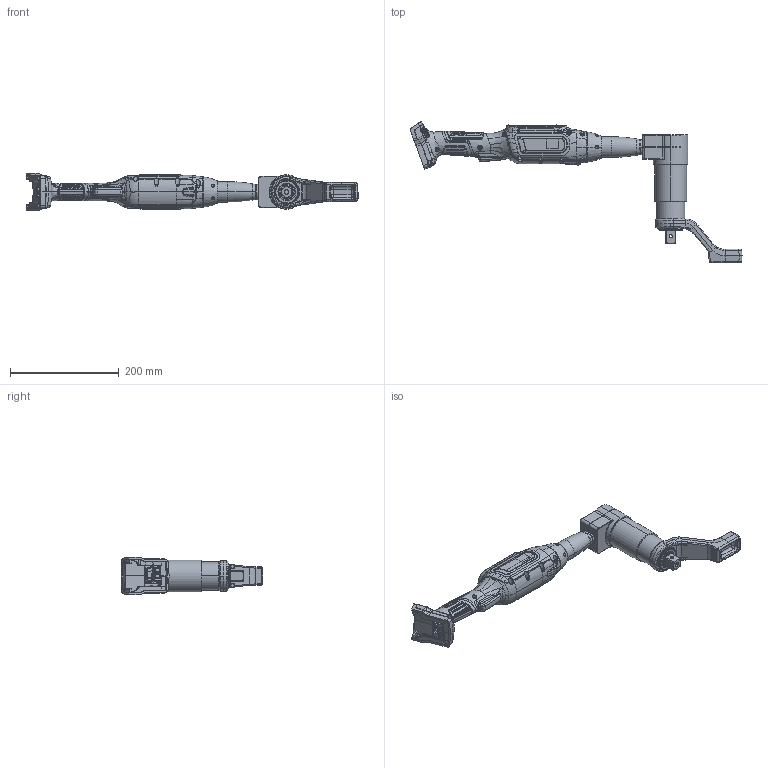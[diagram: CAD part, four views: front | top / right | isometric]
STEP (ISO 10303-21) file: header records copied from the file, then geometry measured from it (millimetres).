
FILE_DESCRIPTION (( 'STEP AP214' ), '1' );
FILE_NAME ('CLECO - CELLCORE HT RIGHT ANGLE - #CCBAWN1000NB6.STEP', '2020-10-29T17:07:48', ( 'W7Admin' ), ( 'Apex Tool Group, LLC' ), 'SwSTEP 2.0', 'SolidWorks 2019', '' );
FILE_SCHEMA (( 'AUTOMOTIVE_DESIGN' ));
Length unit declared in the file: millimetre
Products named in the file (1): CLECO - CELLCORE HT RIGHT ANGLE - #CCBAWN1000NB6
Bounding box: 610.77 x 260.26 x 69.65 mm (x, y, z)
Surface area: 190056 mm2 (no closed solid volume)
Topology: 0 solids, 259 shells, 3247 faces, 12990 edges, 9578 vertices
Faces by surface type: bspline 1504, cylinder 827, plane 631, cone 263, torus 22
Entity records: 275004 total; most frequent: CARTESIAN_POINT 153560, ORIENTED_EDGE 18312, EDGE_CURVE 12874, DIRECTION 11946, VERTEX_POINT 9578, B_SPLINE_CURVE_WITH_KNOTS 6326, AXIS2_PLACEMENT_3D 4196, LINE 3554
